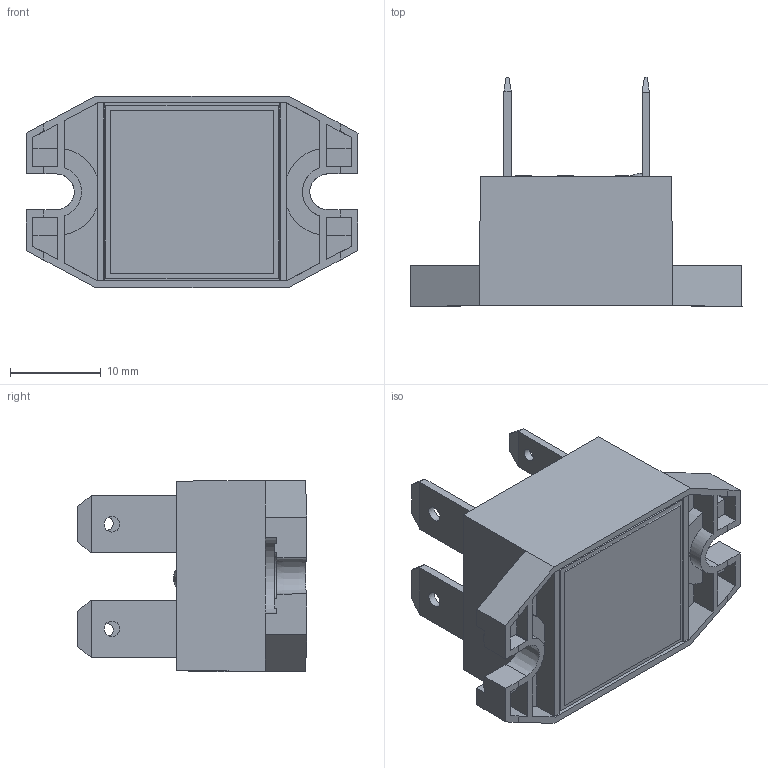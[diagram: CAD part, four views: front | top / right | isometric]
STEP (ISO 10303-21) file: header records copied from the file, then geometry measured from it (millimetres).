
FILE_DESCRIPTION (( 'STEP AP214' ), '1' );
FILE_NAME ('EL AC Straight Terminal.STEP', '2016-09-28T18:07:42', ( '' ), ( '' ), 'SwSTEP 2.0', 'SolidWorks 2015', '' );
FILE_SCHEMA (( 'AUTOMOTIVE_DESIGN' ));
Length unit declared in the file: inch
Products named in the file (1): EL AC Straight Terminal
Bounding box: 36.66 x 25.29 x 21.19 mm (x, y, z)
Volume: 4550.4 mm3; surface area: 7208.2 mm2
Topology: 73 solids, 73 shells, 1055 faces, 2711 edges, 1806 vertices
Faces by surface type: plane 792, bspline 201, cylinder 58, cone 4
Full cylindrical faces by diameter (mm): 0.348 x1, 0.449 x1, 1.397 x2, 1.727 x2
Entity records: 56610 total; most frequent: CARTESIAN_POINT 17605, ORIENTED_EDGE 5404, DIRECTION 4098, EDGE_CURVE 2702, LINE 2156, VECTOR 2156, VERTEX_POINT 1804, DIMENSIONAL_EXPONENTS 1130
